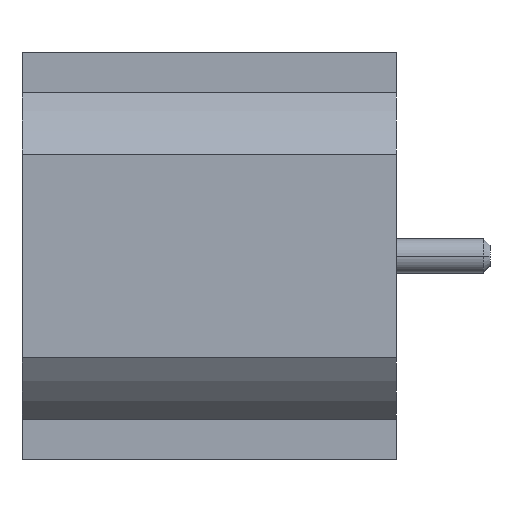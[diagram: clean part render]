
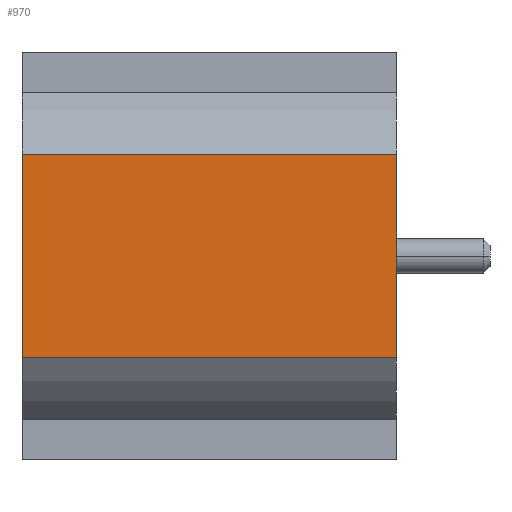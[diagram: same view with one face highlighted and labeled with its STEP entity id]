
A CAD part, front view. The second image highlights one B-rep face of the part: STEP entity #970.
In plain terms, the highlighted planar face has unit normal (0, -1, 0).
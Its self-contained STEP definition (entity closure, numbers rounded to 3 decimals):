
#27=DIRECTION('',(0.,0.,-1.));
#28=VECTOR('',#27,2.993);
#29=CARTESIAN_POINT('',(0.,-2.6,1.497));
#30=LINE('',#29,#28);
#150=DIRECTION('',(0.,0.,-1.));
#151=VECTOR('',#150,2.993);
#152=CARTESIAN_POINT('',(5.5,-2.6,1.497));
#153=LINE('',#152,#151);
#185=DIRECTION('',(1.,0.,0.));
#186=VECTOR('',#185,5.5);
#187=CARTESIAN_POINT('',(0.,-2.6,-1.497));
#188=LINE('',#187,#186);
#189=DIRECTION('',(1.,0.,0.));
#190=VECTOR('',#189,5.5);
#191=CARTESIAN_POINT('',(0.,-2.6,1.497));
#192=LINE('',#191,#190);
#617=CARTESIAN_POINT('',(0.,-2.6,-1.497));
#619=VERTEX_POINT('',#617);
#622=CARTESIAN_POINT('',(0.,-2.6,1.497));
#624=VERTEX_POINT('',#622);
#633=CARTESIAN_POINT('',(5.5,-2.6,-1.497));
#635=VERTEX_POINT('',#633);
#638=CARTESIAN_POINT('',(5.5,-2.6,1.497));
#640=VERTEX_POINT('',#638);
#958=CARTESIAN_POINT('',(0.,-2.6,2.4));
#959=DIRECTION('',(0.,-1.,0.));
#960=DIRECTION('',(0.,0.,-1.));
#961=AXIS2_PLACEMENT_3D('',#958,#959,#960);
#962=PLANE('',#961);
#964=ORIENTED_EDGE('',*,*,#963,.F.);
#965=ORIENTED_EDGE('',*,*,#804,.F.);
#966=ORIENTED_EDGE('',*,*,#953,.T.);
#967=ORIENTED_EDGE('',*,*,#893,.T.);
#968=EDGE_LOOP('',(#964,#965,#966,#967));
#969=FACE_OUTER_BOUND('',#968,.F.);
#970=ADVANCED_FACE('',(#969),#962,.T.);
#804=EDGE_CURVE('',#624,#619,#30,.T.);
#893=EDGE_CURVE('',#640,#635,#153,.T.);
#953=EDGE_CURVE('',#624,#640,#192,.T.);
#963=EDGE_CURVE('',#619,#635,#188,.T.);
